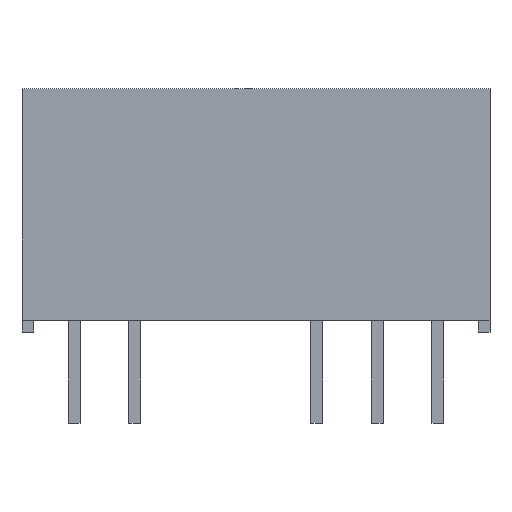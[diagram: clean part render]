
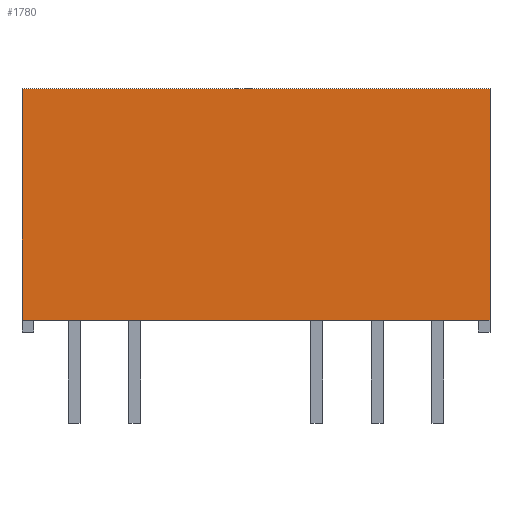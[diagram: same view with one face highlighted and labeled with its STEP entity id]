
A CAD part, top view. The second image highlights one B-rep face of the part: STEP entity #1780.
In plain terms, the highlighted face is planar.
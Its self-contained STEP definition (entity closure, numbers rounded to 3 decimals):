
#1471 = PLANE('',#1472);
#1472 = AXIS2_PLACEMENT_3D('',#1473,#1474,#1475);
#1473 = CARTESIAN_POINT('',(19.46,0.,1.33));
#1474 = DIRECTION('',(0.,0.,1.));
#1475 = DIRECTION('',(1.,0.,0.));
#1569 = VERTEX_POINT('',#1570);
#1570 = CARTESIAN_POINT('',(19.46,0.,1.33));
#1593 = VERTEX_POINT('',#1594);
#1594 = CARTESIAN_POINT('',(19.96,0.,1.33));
#1615 = EDGE_CURVE('',#1569,#1593,#1616,.T.);
#1616 = SURFACE_CURVE('',#1617,(#1621,#1628),.PCURVE_S1.);
#1617 = LINE('',#1618,#1619);
#1618 = CARTESIAN_POINT('',(19.46,0.,1.33));
#1619 = VECTOR('',#1620,1.);
#1620 = DIRECTION('',(1.,0.,0.));
#1621 = PCURVE('',#1471,#1622);
#1622 = DEFINITIONAL_REPRESENTATION('',(#1623),#1627);
#1623 = LINE('',#1624,#1625);
#1624 = CARTESIAN_POINT('',(0.,0.));
#1625 = VECTOR('',#1626,1.);
#1626 = DIRECTION('',(1.,0.));
#1627 = ( GEOMETRIC_REPRESENTATION_CONTEXT(2) 
PARAMETRIC_REPRESENTATION_CONTEXT() REPRESENTATION_CONTEXT('2D SPACE',''
  ) );
#1628 = PCURVE('',#1629,#1634);
#1629 = PLANE('',#1630);
#1630 = AXIS2_PLACEMENT_3D('',#1631,#1632,#1633);
#1631 = CARTESIAN_POINT('',(0.36,0.,1.33));
#1632 = DIRECTION('',(0.,0.,-1.));
#1633 = DIRECTION('',(1.,0.,0.));
#1634 = DEFINITIONAL_REPRESENTATION('',(#1635),#1639);
#1635 = LINE('',#1636,#1637);
#1636 = CARTESIAN_POINT('',(19.1,0.));
#1637 = VECTOR('',#1638,1.);
#1638 = DIRECTION('',(1.,0.));
#1639 = ( GEOMETRIC_REPRESENTATION_CONTEXT(2) 
PARAMETRIC_REPRESENTATION_CONTEXT() REPRESENTATION_CONTEXT('2D SPACE',''
  ) );
#1683 = PLANE('',#1684);
#1684 = AXIS2_PLACEMENT_3D('',#1685,#1686,#1687);
#1685 = CARTESIAN_POINT('',(19.96,0.,1.33));
#1686 = DIRECTION('',(1.,0.,0.));
#1687 = DIRECTION('',(0.,0.,1.));
#1769 = PLANE('',#1770);
#1770 = AXIS2_PLACEMENT_3D('',#1771,#1772,#1773);
#1771 = CARTESIAN_POINT('',(10.16,0.,5.08));
#1772 = DIRECTION('',(0.,-1.,0.));
#1773 = DIRECTION('',(1.,0.,0.));
#1780 = ADVANCED_FACE('',(#1781),#1629,.T.);
#1781 = FACE_BOUND('',#1782,.T.);
#1782 = EDGE_LOOP('',(#1783,#1813,#1841,#1862,#1863,#1886));
#1783 = ORIENTED_EDGE('',*,*,#1784,.T.);
#1784 = EDGE_CURVE('',#1785,#1787,#1789,.T.);
#1785 = VERTEX_POINT('',#1786);
#1786 = CARTESIAN_POINT('',(0.36,0.,1.33));
#1787 = VERTEX_POINT('',#1788);
#1788 = CARTESIAN_POINT('',(0.36,9.7,1.33));
#1789 = SURFACE_CURVE('',#1790,(#1794,#1801),.PCURVE_S1.);
#1790 = LINE('',#1791,#1792);
#1791 = CARTESIAN_POINT('',(0.36,0.,1.33));
#1792 = VECTOR('',#1793,1.);
#1793 = DIRECTION('',(0.,1.,0.));
#1794 = PCURVE('',#1629,#1795);
#1795 = DEFINITIONAL_REPRESENTATION('',(#1796),#1800);
#1796 = LINE('',#1797,#1798);
#1797 = CARTESIAN_POINT('',(0.,0.));
#1798 = VECTOR('',#1799,1.);
#1799 = DIRECTION('',(0.,-1.));
#1800 = ( GEOMETRIC_REPRESENTATION_CONTEXT(2) 
PARAMETRIC_REPRESENTATION_CONTEXT() REPRESENTATION_CONTEXT('2D SPACE',''
  ) );
#1801 = PCURVE('',#1802,#1807);
#1802 = PLANE('',#1803);
#1803 = AXIS2_PLACEMENT_3D('',#1804,#1805,#1806);
#1804 = CARTESIAN_POINT('',(0.36,0.,8.83));
#1805 = DIRECTION('',(-1.,0.,0.));
#1806 = DIRECTION('',(0.,0.,-1.));
#1807 = DEFINITIONAL_REPRESENTATION('',(#1808),#1812);
#1808 = LINE('',#1809,#1810);
#1809 = CARTESIAN_POINT('',(7.5,-0.));
#1810 = VECTOR('',#1811,1.);
#1811 = DIRECTION('',(0.,-1.));
#1812 = ( GEOMETRIC_REPRESENTATION_CONTEXT(2) 
PARAMETRIC_REPRESENTATION_CONTEXT() REPRESENTATION_CONTEXT('2D SPACE',''
  ) );
#1813 = ORIENTED_EDGE('',*,*,#1814,.T.);
#1814 = EDGE_CURVE('',#1787,#1815,#1817,.T.);
#1815 = VERTEX_POINT('',#1816);
#1816 = CARTESIAN_POINT('',(19.96,9.7,1.33));
#1817 = SURFACE_CURVE('',#1818,(#1822,#1829),.PCURVE_S1.);
#1818 = LINE('',#1819,#1820);
#1819 = CARTESIAN_POINT('',(0.36,9.7,1.33));
#1820 = VECTOR('',#1821,1.);
#1821 = DIRECTION('',(1.,0.,0.));
#1822 = PCURVE('',#1629,#1823);
#1823 = DEFINITIONAL_REPRESENTATION('',(#1824),#1828);
#1824 = LINE('',#1825,#1826);
#1825 = CARTESIAN_POINT('',(0.,-9.7));
#1826 = VECTOR('',#1827,1.);
#1827 = DIRECTION('',(1.,0.));
#1828 = ( GEOMETRIC_REPRESENTATION_CONTEXT(2) 
PARAMETRIC_REPRESENTATION_CONTEXT() REPRESENTATION_CONTEXT('2D SPACE',''
  ) );
#1829 = PCURVE('',#1830,#1835);
#1830 = PLANE('',#1831);
#1831 = AXIS2_PLACEMENT_3D('',#1832,#1833,#1834);
#1832 = CARTESIAN_POINT('',(10.16,9.7,5.08));
#1833 = DIRECTION('',(0.,-1.,0.));
#1834 = DIRECTION('',(1.,0.,0.));
#1835 = DEFINITIONAL_REPRESENTATION('',(#1836),#1840);
#1836 = LINE('',#1837,#1838);
#1837 = CARTESIAN_POINT('',(-9.8,-3.75));
#1838 = VECTOR('',#1839,1.);
#1839 = DIRECTION('',(1.,0.));
#1840 = ( GEOMETRIC_REPRESENTATION_CONTEXT(2) 
PARAMETRIC_REPRESENTATION_CONTEXT() REPRESENTATION_CONTEXT('2D SPACE',''
  ) );
#1841 = ORIENTED_EDGE('',*,*,#1842,.F.);
#1842 = EDGE_CURVE('',#1593,#1815,#1843,.T.);
#1843 = SURFACE_CURVE('',#1844,(#1848,#1855),.PCURVE_S1.);
#1844 = LINE('',#1845,#1846);
#1845 = CARTESIAN_POINT('',(19.96,0.,1.33));
#1846 = VECTOR('',#1847,1.);
#1847 = DIRECTION('',(0.,1.,0.));
#1848 = PCURVE('',#1629,#1849);
#1849 = DEFINITIONAL_REPRESENTATION('',(#1850),#1854);
#1850 = LINE('',#1851,#1852);
#1851 = CARTESIAN_POINT('',(19.6,0.));
#1852 = VECTOR('',#1853,1.);
#1853 = DIRECTION('',(0.,-1.));
#1854 = ( GEOMETRIC_REPRESENTATION_CONTEXT(2) 
PARAMETRIC_REPRESENTATION_CONTEXT() REPRESENTATION_CONTEXT('2D SPACE',''
  ) );
#1855 = PCURVE('',#1683,#1856);
#1856 = DEFINITIONAL_REPRESENTATION('',(#1857),#1861);
#1857 = LINE('',#1858,#1859);
#1858 = CARTESIAN_POINT('',(0.,0.));
#1859 = VECTOR('',#1860,1.);
#1860 = DIRECTION('',(0.,-1.));
#1861 = ( GEOMETRIC_REPRESENTATION_CONTEXT(2) 
PARAMETRIC_REPRESENTATION_CONTEXT() REPRESENTATION_CONTEXT('2D SPACE',''
  ) );
#1862 = ORIENTED_EDGE('',*,*,#1615,.F.);
#1863 = ORIENTED_EDGE('',*,*,#1864,.F.);
#1864 = EDGE_CURVE('',#1865,#1569,#1867,.T.);
#1865 = VERTEX_POINT('',#1866);
#1866 = CARTESIAN_POINT('',(0.86,0.,1.33));
#1867 = SURFACE_CURVE('',#1868,(#1872,#1879),.PCURVE_S1.);
#1868 = LINE('',#1869,#1870);
#1869 = CARTESIAN_POINT('',(0.36,0.,1.33));
#1870 = VECTOR('',#1871,1.);
#1871 = DIRECTION('',(1.,0.,0.));
#1872 = PCURVE('',#1629,#1873);
#1873 = DEFINITIONAL_REPRESENTATION('',(#1874),#1878);
#1874 = LINE('',#1875,#1876);
#1875 = CARTESIAN_POINT('',(0.,0.));
#1876 = VECTOR('',#1877,1.);
#1877 = DIRECTION('',(1.,0.));
#1878 = ( GEOMETRIC_REPRESENTATION_CONTEXT(2) 
PARAMETRIC_REPRESENTATION_CONTEXT() REPRESENTATION_CONTEXT('2D SPACE',''
  ) );
#1879 = PCURVE('',#1769,#1880);
#1880 = DEFINITIONAL_REPRESENTATION('',(#1881),#1885);
#1881 = LINE('',#1882,#1883);
#1882 = CARTESIAN_POINT('',(-9.8,-3.75));
#1883 = VECTOR('',#1884,1.);
#1884 = DIRECTION('',(1.,0.));
#1885 = ( GEOMETRIC_REPRESENTATION_CONTEXT(2) 
PARAMETRIC_REPRESENTATION_CONTEXT() REPRESENTATION_CONTEXT('2D SPACE',''
  ) );
#1886 = ORIENTED_EDGE('',*,*,#1887,.F.);
#1887 = EDGE_CURVE('',#1785,#1865,#1888,.T.);
#1888 = SURFACE_CURVE('',#1889,(#1893,#1900),.PCURVE_S1.);
#1889 = LINE('',#1890,#1891);
#1890 = CARTESIAN_POINT('',(0.36,0.,1.33));
#1891 = VECTOR('',#1892,1.);
#1892 = DIRECTION('',(1.,0.,0.));
#1893 = PCURVE('',#1629,#1894);
#1894 = DEFINITIONAL_REPRESENTATION('',(#1895),#1899);
#1895 = LINE('',#1896,#1897);
#1896 = CARTESIAN_POINT('',(0.,0.));
#1897 = VECTOR('',#1898,1.);
#1898 = DIRECTION('',(1.,0.));
#1899 = ( GEOMETRIC_REPRESENTATION_CONTEXT(2) 
PARAMETRIC_REPRESENTATION_CONTEXT() REPRESENTATION_CONTEXT('2D SPACE',''
  ) );
#1900 = PCURVE('',#1901,#1906);
#1901 = PLANE('',#1902);
#1902 = AXIS2_PLACEMENT_3D('',#1903,#1904,#1905);
#1903 = CARTESIAN_POINT('',(0.36,0.,1.33));
#1904 = DIRECTION('',(0.,0.,1.));
#1905 = DIRECTION('',(1.,0.,0.));
#1906 = DEFINITIONAL_REPRESENTATION('',(#1907),#1911);
#1907 = LINE('',#1908,#1909);
#1908 = CARTESIAN_POINT('',(0.,0.));
#1909 = VECTOR('',#1910,1.);
#1910 = DIRECTION('',(1.,0.));
#1911 = ( GEOMETRIC_REPRESENTATION_CONTEXT(2) 
PARAMETRIC_REPRESENTATION_CONTEXT() REPRESENTATION_CONTEXT('2D SPACE',''
  ) );
